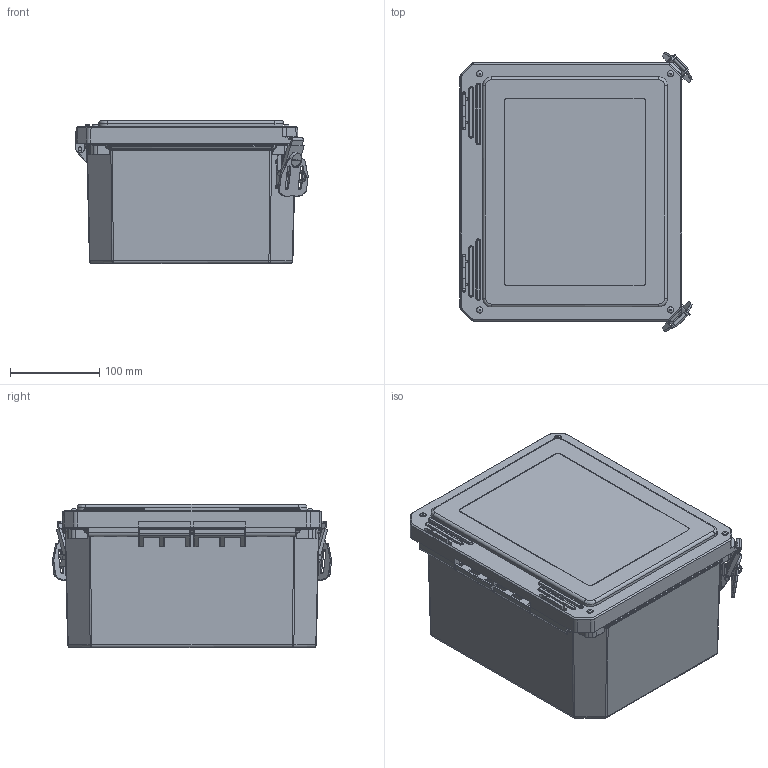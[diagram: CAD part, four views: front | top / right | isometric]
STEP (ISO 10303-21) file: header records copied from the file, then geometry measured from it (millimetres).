
FILE_DESCRIPTION (( 'STEP AP214' ), '1' );
FILE_NAME ('FRW100806HLL.STEP', '2018-11-02T15:15:12', ( '' ), ( '' ), 'SwSTEP 2.0', 'SolidWorks 2018', '' );
FILE_SCHEMA (( 'AUTOMOTIVE_DESIGN' ));
Length unit declared in the file: inch
Products named in the file (1): FRW100806HLL
Bounding box: 260.46 x 313.14 x 160.33 mm (x, y, z)
Volume: 1259106.6 mm3; surface area: 670750.5 mm2
Topology: 34 solids, 34 shells, 2258 faces, 5496 edges, 3262 vertices
Faces by surface type: cylinder 896, plane 762, bspline 540, cone 48, torus 12
Full cylindrical faces by diameter (mm): 1.267 x4, 1.27 x2, 2.489 x4, 3.429 x4, 3.48 x4, 3.81 x4, 3.861 x8, 3.962 x12, 5.08 x4, 5.3 x4, 5.563 x2, 5.766 x2, 6.248 x12, 6.401 x4, 6.426 x4, 7.938 x2, 9.22 x2, 11.049 x2, 15.24 x2
Entity records: 122342 total; most frequent: CARTESIAN_POINT 46017, ORIENTED_EDGE 10556, DIRECTION 7911, EDGE_CURVE 5278, VERTEX_POINT 3232, AXIS2_PLACEMENT_3D 2654, LINE 2603, VECTOR 2603
